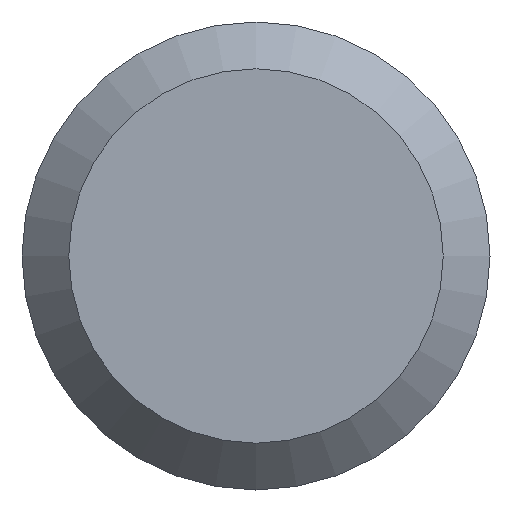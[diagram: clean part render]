
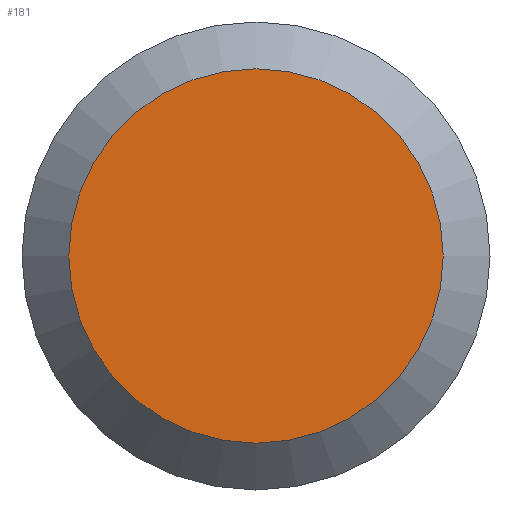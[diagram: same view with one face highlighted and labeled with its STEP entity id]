
A CAD part, left-side view. The second image highlights one B-rep face of the part: STEP entity #181.
In plain terms, the highlighted planar face has unit normal (-1, 0, 0).
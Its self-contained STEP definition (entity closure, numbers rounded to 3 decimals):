
#14 = CARTESIAN_POINT ( 'NONE',  ( 0., 2.35, 0. ) ) ;
#15 = PLANE ( 'NONE',  #142 ) ;
#23 = DIRECTION ( 'NONE',  ( -1., 0., 0. ) ) ;
#35 = EDGE_LOOP ( 'NONE', ( #40 ) ) ;
#40 = ORIENTED_EDGE ( 'NONE', *, *, #128, .T. ) ;
#46 = FACE_OUTER_BOUND ( 'NONE', #35, .T. ) ;
#57 = CIRCLE ( 'NONE', #75, 1.88 ) ;
#75 = AXIS2_PLACEMENT_3D ( 'NONE', #187, #23, #86 ) ;
#79 = VERTEX_POINT ( 'NONE', #208 ) ;
#86 = DIRECTION ( 'NONE',  ( 0., 0., -1. ) ) ;
#128 = EDGE_CURVE ( 'NONE', #79, #79, #57, .T. ) ;
#142 = AXIS2_PLACEMENT_3D ( 'NONE', #14, #173, #192 ) ;
#173 = DIRECTION ( 'NONE',  ( 1., 0., 0. ) ) ;
#181 = ADVANCED_FACE ( 'NONE', ( #46 ), #15, .F. ) ;
#187 = CARTESIAN_POINT ( 'NONE',  ( 0., 0., 0. ) ) ;
#192 = DIRECTION ( 'NONE',  ( 0., 0., -1. ) ) ;
#208 = CARTESIAN_POINT ( 'NONE',  ( 0., 0., -1.88 ) ) ;
